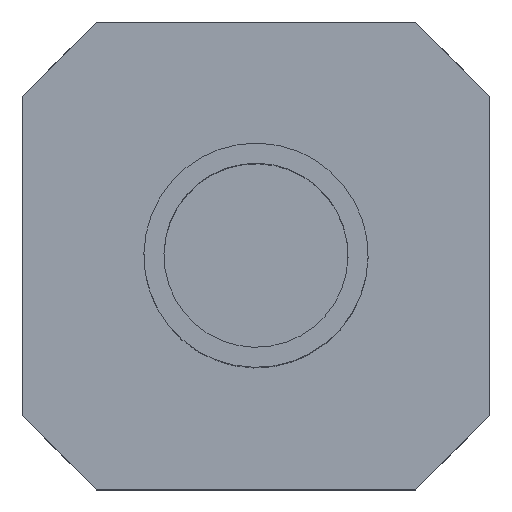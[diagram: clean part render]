
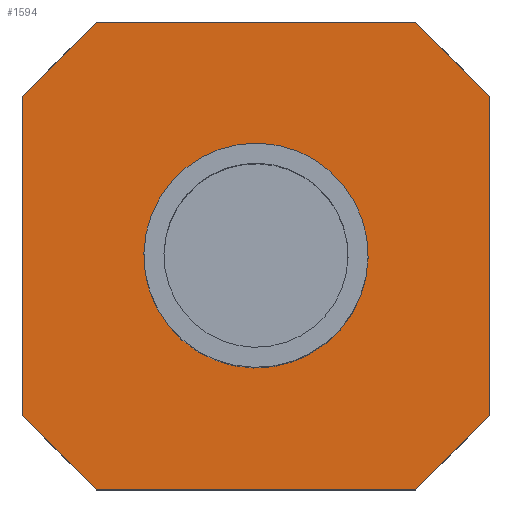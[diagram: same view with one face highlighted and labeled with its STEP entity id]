
A CAD part, top view. The second image highlights one B-rep face of the part: STEP entity #1594.
In plain terms, the highlighted planar face has unit normal (0, 0, 1).
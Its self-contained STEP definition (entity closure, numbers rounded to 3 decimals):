
#1169=CARTESIAN_POINT('Vertex',(-2.01,3.679,2.5)) ;
#1176=CARTESIAN_POINT('Vertex',(2.01,-3.679,2.5)) ;
#1179=CARTESIAN_POINT('Axis2P3D Location',(0.,0.,2.5)) ;
#1191=CARTESIAN_POINT('Axis2P3D Location',(0.,0.,2.5)) ;
#1283=CARTESIAN_POINT('Vertex',(-5.972,8.75,2.5)) ;
#1290=CARTESIAN_POINT('Vertex',(-8.75,5.972,2.5)) ;
#1293=CARTESIAN_POINT('Line Origine',(-7.361,7.361,2.5)) ;
#1317=CARTESIAN_POINT('Vertex',(5.972,8.75,2.5)) ;
#1320=CARTESIAN_POINT('Line Origine',(0.,8.75,2.5)) ;
#1402=CARTESIAN_POINT('Vertex',(8.75,5.972,2.5)) ;
#1405=CARTESIAN_POINT('Line Origine',(7.361,7.361,2.5)) ;
#1429=CARTESIAN_POINT('Vertex',(8.75,-5.972,2.5)) ;
#1432=CARTESIAN_POINT('Line Origine',(8.75,0.,2.5)) ;
#1514=CARTESIAN_POINT('Vertex',(5.972,-8.75,2.5)) ;
#1517=CARTESIAN_POINT('Line Origine',(7.361,-7.361,2.5)) ;
#1556=CARTESIAN_POINT('Axis2P3D Location',(0.,0.,2.5)) ;
#1561=CARTESIAN_POINT('Line Origine',(-8.75,0.,2.5)) ;
#1565=CARTESIAN_POINT('Vertex',(-8.75,-5.972,2.5)) ;
#1568=CARTESIAN_POINT('Line Origine',(-7.361,-7.361,2.5)) ;
#1572=CARTESIAN_POINT('Vertex',(-5.972,-8.75,2.5)) ;
#1575=CARTESIAN_POINT('Line Origine',(0.,-8.75,2.5)) ;
#1295=VECTOR('Line Direction',#1294,1.) ;
#1322=VECTOR('Line Direction',#1321,1.) ;
#1407=VECTOR('Line Direction',#1406,1.) ;
#1434=VECTOR('Line Direction',#1433,1.) ;
#1519=VECTOR('Line Direction',#1518,1.) ;
#1563=VECTOR('Line Direction',#1562,1.) ;
#1570=VECTOR('Line Direction',#1569,1.) ;
#1577=VECTOR('Line Direction',#1576,1.) ;
#1180=DIRECTION('Axis2P3D Direction',(0.,0.,1.)) ;
#1192=DIRECTION('Axis2P3D Direction',(0.,0.,1.)) ;
#1294=DIRECTION('Vector Direction',(0.707,0.707,0.)) ;
#1321=DIRECTION('Vector Direction',(1.,0.,0.)) ;
#1406=DIRECTION('Vector Direction',(-0.707,0.707,0.)) ;
#1433=DIRECTION('Vector Direction',(0.,-1.,0.)) ;
#1518=DIRECTION('Vector Direction',(-0.707,-0.707,0.)) ;
#1557=DIRECTION('Axis2P3D Direction',(0.,0.,1.)) ;
#1558=DIRECTION('Axis2P3D XDirection',(1.,0.,0.)) ;
#1562=DIRECTION('Vector Direction',(0.,1.,0.)) ;
#1569=DIRECTION('Vector Direction',(0.707,-0.707,0.)) ;
#1576=DIRECTION('Vector Direction',(-1.,0.,0.)) ;
#1181=AXIS2_PLACEMENT_3D('Circle Axis2P3D',#1179,#1180,$) ;
#1193=AXIS2_PLACEMENT_3D('Circle Axis2P3D',#1191,#1192,$) ;
#1559=AXIS2_PLACEMENT_3D('Plane Axis2P3D',#1556,#1557,#1558) ;
#1296=LINE('Line',#1293,#1295) ;
#1323=LINE('Line',#1320,#1322) ;
#1408=LINE('Line',#1405,#1407) ;
#1435=LINE('Line',#1432,#1434) ;
#1520=LINE('Line',#1517,#1519) ;
#1564=LINE('Line',#1561,#1563) ;
#1571=LINE('Line',#1568,#1570) ;
#1578=LINE('Line',#1575,#1577) ;
#1182=CIRCLE('generated circle',#1181,4.192) ;
#1194=CIRCLE('generated circle',#1193,4.192) ;
#1560=PLANE('',#1559) ;
#1593=FACE_BOUND('',#1590,.T.) ;
#1183=EDGE_CURVE('',#1177,#1170,#1182,.T.) ;
#1195=EDGE_CURVE('',#1170,#1177,#1194,.T.) ;
#1297=EDGE_CURVE('',#1284,#1291,#1296,.F.) ;
#1324=EDGE_CURVE('',#1318,#1284,#1323,.F.) ;
#1409=EDGE_CURVE('',#1403,#1318,#1408,.T.) ;
#1436=EDGE_CURVE('',#1430,#1403,#1435,.F.) ;
#1521=EDGE_CURVE('',#1515,#1430,#1520,.F.) ;
#1567=EDGE_CURVE('',#1291,#1566,#1564,.F.) ;
#1574=EDGE_CURVE('',#1566,#1573,#1571,.T.) ;
#1579=EDGE_CURVE('',#1573,#1515,#1578,.F.) ;
#1580=EDGE_LOOP('',(#1581,#1582,#1583,#1584,#1585,#1586,#1587,#1588)) ;
#1590=EDGE_LOOP('',(#1591,#1592)) ;
#1581=ORIENTED_EDGE('',*,*,#1409,.T.) ;
#1582=ORIENTED_EDGE('',*,*,#1324,.T.) ;
#1583=ORIENTED_EDGE('',*,*,#1297,.T.) ;
#1584=ORIENTED_EDGE('',*,*,#1567,.T.) ;
#1585=ORIENTED_EDGE('',*,*,#1574,.T.) ;
#1586=ORIENTED_EDGE('',*,*,#1579,.T.) ;
#1587=ORIENTED_EDGE('',*,*,#1521,.T.) ;
#1588=ORIENTED_EDGE('',*,*,#1436,.T.) ;
#1591=ORIENTED_EDGE('',*,*,#1195,.F.) ;
#1592=ORIENTED_EDGE('',*,*,#1183,.F.) ;
#1170=VERTEX_POINT('',#1169) ;
#1177=VERTEX_POINT('',#1176) ;
#1284=VERTEX_POINT('',#1283) ;
#1291=VERTEX_POINT('',#1290) ;
#1318=VERTEX_POINT('',#1317) ;
#1403=VERTEX_POINT('',#1402) ;
#1430=VERTEX_POINT('',#1429) ;
#1515=VERTEX_POINT('',#1514) ;
#1566=VERTEX_POINT('',#1565) ;
#1573=VERTEX_POINT('',#1572) ;
#1594=ADVANCED_FACE('PartBody',(#1589,#1593),#1560,.T.) ;
#1589=FACE_OUTER_BOUND('',#1580,.T.) ;
